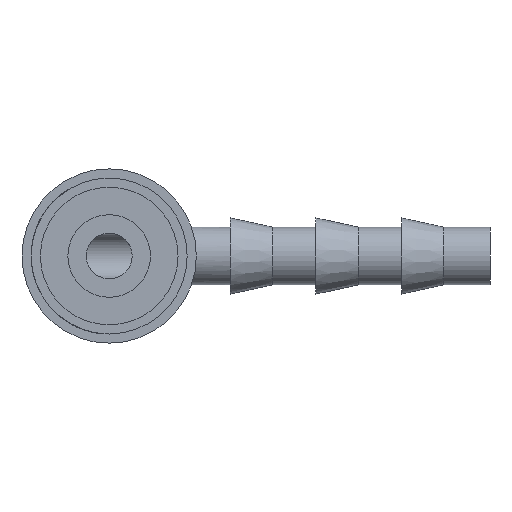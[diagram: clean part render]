
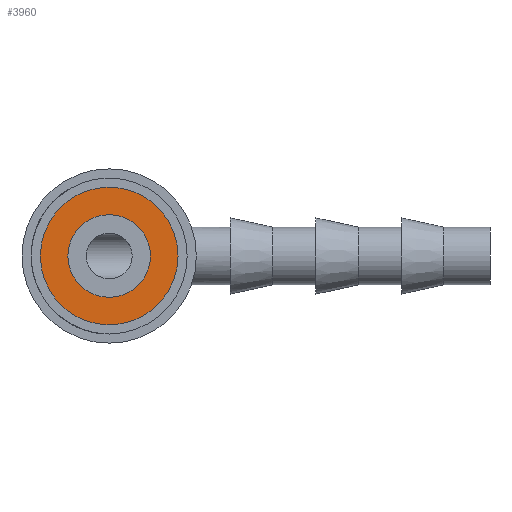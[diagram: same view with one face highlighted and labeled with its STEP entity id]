
A CAD part, left-side view. The second image highlights one B-rep face of the part: STEP entity #3960.
In plain terms, the highlighted planar face has unit normal (-1, 0, 0).
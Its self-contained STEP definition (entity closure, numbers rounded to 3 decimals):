
#287 = VERTEX_POINT ( 'NONE', #782 ) ;
#418 = DIRECTION ( 'NONE',  ( 0., 0., -1. ) ) ;
#531 = EDGE_CURVE ( 'NONE', #2938, #7038, #7535, .T. ) ;
#758 = CIRCLE ( 'NONE', #2144, 4.5 ) ;
#782 = CARTESIAN_POINT ( 'NONE',  ( 0., 0., -7.5 ) ) ;
#787 = CARTESIAN_POINT ( 'NONE',  ( 0., 0., 7.5 ) ) ;
#913 = DIRECTION ( 'NONE',  ( 1., 0., 0. ) ) ;
#1271 = AXIS2_PLACEMENT_3D ( 'NONE', #4058, #2930, #3979 ) ;
#1354 = EDGE_LOOP ( 'NONE', ( #4414, #6480 ) ) ;
#1378 = CIRCLE ( 'NONE', #4384, 7.5 ) ;
#2144 = AXIS2_PLACEMENT_3D ( 'NONE', #6309, #913, #6971 ) ;
#2151 = CIRCLE ( 'NONE', #1271, 7.5 ) ;
#2568 = CARTESIAN_POINT ( 'NONE',  ( 0., 0., 0. ) ) ;
#2669 = FACE_BOUND ( 'NONE', #4075, .T. ) ;
#2930 = DIRECTION ( 'NONE',  ( -1., 0., 0. ) ) ;
#2938 = VERTEX_POINT ( 'NONE', #4909 ) ;
#2946 = VERTEX_POINT ( 'NONE', #787 ) ;
#3255 = PLANE ( 'NONE',  #6539 ) ;
#3392 = EDGE_CURVE ( 'NONE', #2946, #287, #1378, .T. ) ;
#3874 = DIRECTION ( 'NONE',  ( 1., 0., 0. ) ) ;
#3960 = ADVANCED_FACE ( 'NONE', ( #2669, #4383 ), #3255, .F. ) ;
#3979 = DIRECTION ( 'NONE',  ( 0., 0., 1. ) ) ;
#4058 = CARTESIAN_POINT ( 'NONE',  ( 0., 0., 0. ) ) ;
#4075 = EDGE_LOOP ( 'NONE', ( #6412, #4704 ) ) ;
#4383 = FACE_OUTER_BOUND ( 'NONE', #1354, .T. ) ;
#4384 = AXIS2_PLACEMENT_3D ( 'NONE', #2568, #7293, #6622 ) ;
#4414 = ORIENTED_EDGE ( 'NONE', *, *, #3392, .T. ) ;
#4704 = ORIENTED_EDGE ( 'NONE', *, *, #531, .T. ) ;
#4905 = CARTESIAN_POINT ( 'NONE',  ( 0., 0., 4.5 ) ) ;
#4909 = CARTESIAN_POINT ( 'NONE',  ( 0., 0., -4.5 ) ) ;
#5178 = CARTESIAN_POINT ( 'NONE',  ( 0., 0., 0. ) ) ;
#5655 = CARTESIAN_POINT ( 'NONE',  ( 0., 0., 0. ) ) ;
#5769 = AXIS2_PLACEMENT_3D ( 'NONE', #5178, #5818, #418 ) ;
#5818 = DIRECTION ( 'NONE',  ( 1., 0., 0. ) ) ;
#6309 = CARTESIAN_POINT ( 'NONE',  ( 0., 0., 0. ) ) ;
#6412 = ORIENTED_EDGE ( 'NONE', *, *, #6499, .T. ) ;
#6480 = ORIENTED_EDGE ( 'NONE', *, *, #6756, .T. ) ;
#6499 = EDGE_CURVE ( 'NONE', #7038, #2938, #758, .T. ) ;
#6539 = AXIS2_PLACEMENT_3D ( 'NONE', #5655, #3874, #6837 ) ;
#6622 = DIRECTION ( 'NONE',  ( 0., 0., 1. ) ) ;
#6756 = EDGE_CURVE ( 'NONE', #287, #2946, #2151, .T. ) ;
#6837 = DIRECTION ( 'NONE',  ( 0., 0., -1. ) ) ;
#6971 = DIRECTION ( 'NONE',  ( 0., 0., -1. ) ) ;
#7038 = VERTEX_POINT ( 'NONE', #4905 ) ;
#7293 = DIRECTION ( 'NONE',  ( -1., 0., 0. ) ) ;
#7535 = CIRCLE ( 'NONE', #5769, 4.5 ) ;
